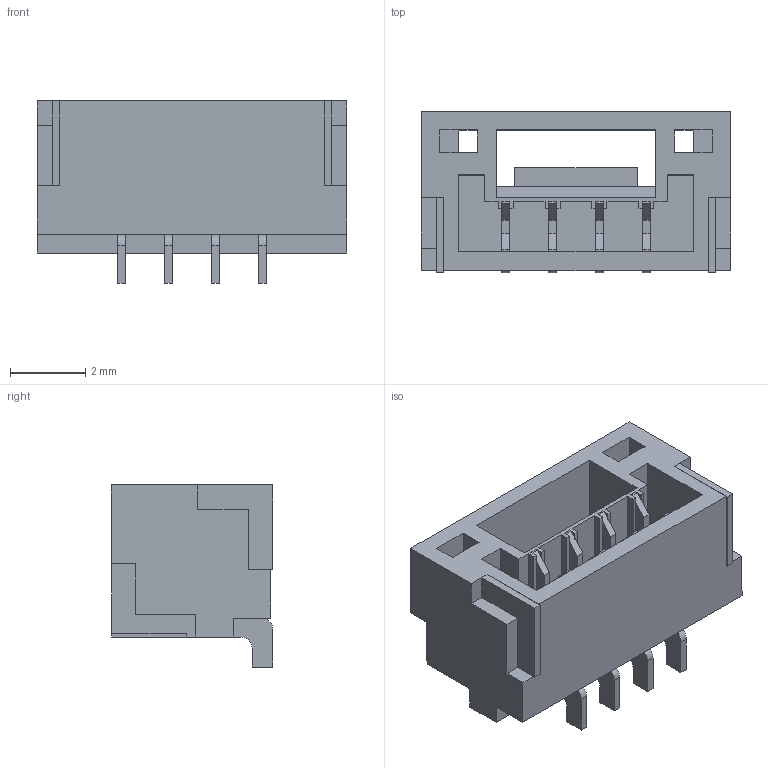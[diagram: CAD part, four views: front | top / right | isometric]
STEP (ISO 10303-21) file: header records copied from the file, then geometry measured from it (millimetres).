
FILE_DESCRIPTION (( 'STEP AP214' ), '1' );
FILE_NAME ('SM04B-GHS-TB.STEP', '2019-04-07T09:23:30', ( '' ), ( '' ), 'SwSTEP 2.0', 'SolidWorks 2018', '' );
FILE_SCHEMA (( 'AUTOMOTIVE_DESIGN' ));
Length unit declared in the file: millimetre
Products named in the file (1): SM04B-GHS-TB
Bounding box: 8.25 x 4.3 x 4.85 mm (x, y, z)
Volume: 75.5 mm3; surface area: 369.4 mm2
Topology: 7 solids, 7 shells, 212 faces, 604 edges, 400 vertices
Faces by surface type: plane 204, cylinder 8
Entity records: 7173 total; most frequent: CARTESIAN_POINT 1217, ORIENTED_EDGE 1208, DIRECTION 1046, EDGE_CURVE 604, LINE 588, VECTOR 588, VERTEX_POINT 400, AXIS2_PLACEMENT_3D 229
